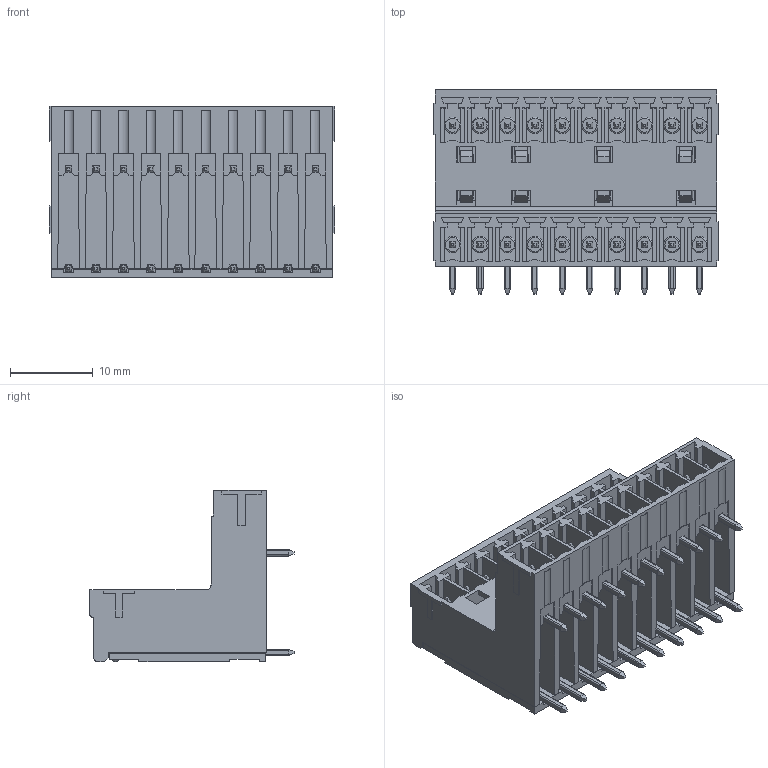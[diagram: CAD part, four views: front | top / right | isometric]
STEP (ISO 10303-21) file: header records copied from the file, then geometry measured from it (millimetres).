
FILE_DESCRIPTION( ('This file contains a STEP AP42 implementation' ,'as created by ZW3D STEP Interface translator.') ,'2;1' );
FILE_NAME( 'PM350-3R10ASM1N.stp' ,'231123.17 158', (''), ('ZWCAD Software Co.'), 'Version 1.0', 'ZW3D to STEP translator', '' );
FILE_SCHEMA(('AUTOMOTIVE_DESIGN { 1 0 10303 214 1 1 1 1 }'));
Length unit declared in the file: millimetre
Products named in the file (2): 0; PM350-3R10ASM1N
Bounding box: 34.42 x 24.63 x 20.71 mm (x, y, z)
Volume: 3942.4 mm3; surface area: 11639.3 mm2
Topology: 2 solids, 2 shells, 2928 faces, 8325 edges, 5244 vertices
Faces by surface type: plane 1861, cylinder 683, torus 380, sphere 4
Entity records: 99657 total; most frequent: CARTESIAN_POINT 21580, ORIENTED_EDGE 16650, DIRECTION 14341, EDGE_CURVE 8325, VECTOR 5775, LINE 5775, VERTEX_POINT 5244, AXIS2_PLACEMENT_3D 4283
